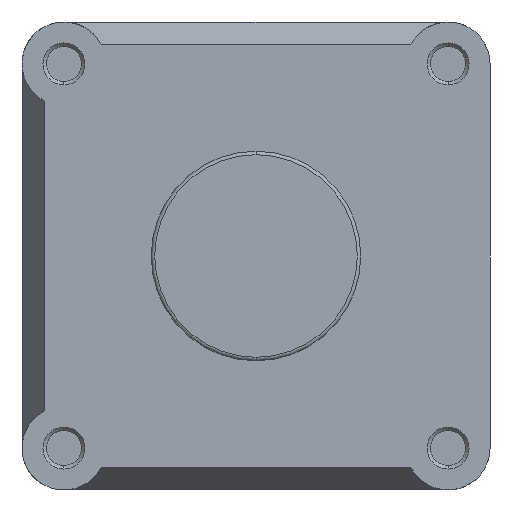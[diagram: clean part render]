
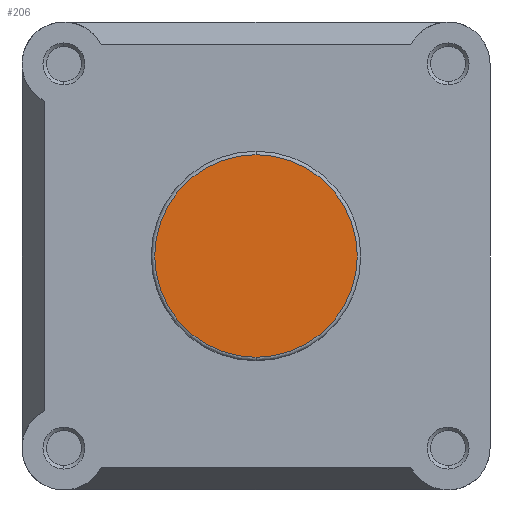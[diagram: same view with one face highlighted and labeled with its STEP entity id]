
A CAD part, left-side view. The second image highlights one B-rep face of the part: STEP entity #206.
In plain terms, the highlighted planar face has unit normal (-1, 0, 0).
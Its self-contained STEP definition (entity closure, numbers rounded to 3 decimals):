
#206 = ADVANCED_FACE ( 'NONE', ( #6434 ), #1099, .F. ) ;
#354 = CARTESIAN_POINT ( 'NONE',  ( 0., 0., -29. ) ) ;
#1098 = CARTESIAN_POINT ( 'NONE',  ( 0., 30., 0. ) ) ;
#1099 = PLANE ( 'NONE',  #5039 ) ;
#1100 = DIRECTION ( 'NONE',  ( 1., 0., 0. ) ) ;
#1101 = DIRECTION ( 'NONE',  ( 0., 0., -1. ) ) ;
#2364 = CIRCLE ( 'NONE', #5206, 29. ) ;
#2527 = CIRCLE ( 'NONE', #5225, 29. ) ;
#3150 = CARTESIAN_POINT ( 'NONE',  ( 0., 0., 0. ) ) ;
#3151 = DIRECTION ( 'NONE',  ( -1., 0., 0. ) ) ;
#3152 = DIRECTION ( 'NONE',  ( 0., 0., -1. ) ) ;
#3358 = CARTESIAN_POINT ( 'NONE',  ( 0., 0., 0. ) ) ;
#3359 = DIRECTION ( 'NONE',  ( -1., 0., 0. ) ) ;
#3360 = DIRECTION ( 'NONE',  ( 0., 0., -1. ) ) ;
#4149 = CARTESIAN_POINT ( 'NONE',  ( 0., 0., 29. ) ) ;
#4451 = EDGE_CURVE ( 'NONE', #6958, #6796, #2364, .T. ) ;
#4544 = EDGE_CURVE ( 'NONE', #6796, #6958, #2527, .T. ) ;
#5039 = AXIS2_PLACEMENT_3D ( 'NONE', #1098, #1100, #1101 ) ;
#5206 = AXIS2_PLACEMENT_3D ( 'NONE', #3150, #3151, #3152 ) ;
#5225 = AXIS2_PLACEMENT_3D ( 'NONE', #3358, #3359, #3360 ) ;
#6009 = EDGE_LOOP ( 'NONE', ( #7700, #7681 ) ) ;
#6434 = FACE_OUTER_BOUND ( 'NONE', #6009, .T. ) ;
#6796 = VERTEX_POINT ( 'NONE', #4149 ) ;
#6958 = VERTEX_POINT ( 'NONE', #354 ) ;
#7681 = ORIENTED_EDGE ( 'NONE', *, *, #4544, .T. ) ;
#7700 = ORIENTED_EDGE ( 'NONE', *, *, #4451, .T. ) ;
